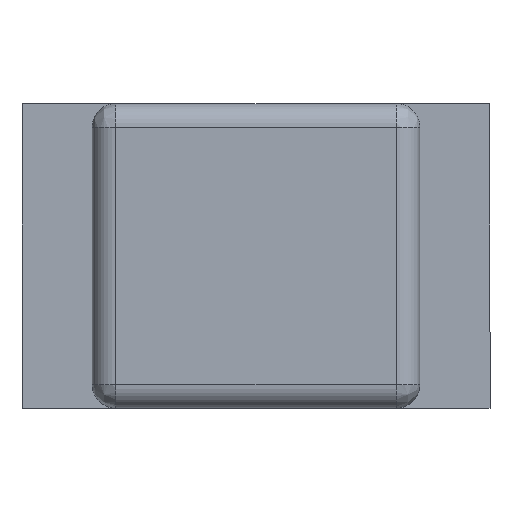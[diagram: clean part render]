
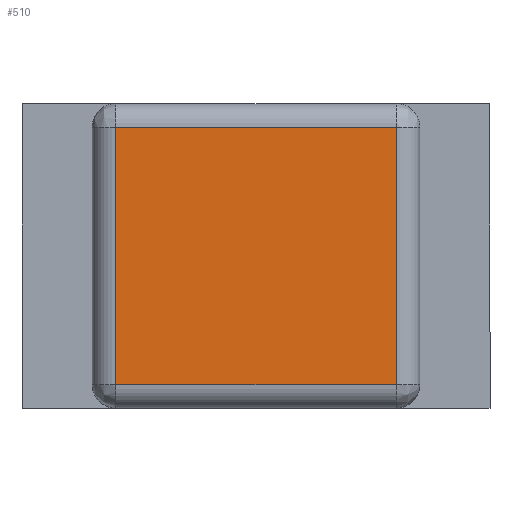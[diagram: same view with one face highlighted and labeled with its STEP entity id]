
A CAD part, top view. The second image highlights one B-rep face of the part: STEP entity #510.
In plain terms, the highlighted planar face has unit normal (0, 0, 1).
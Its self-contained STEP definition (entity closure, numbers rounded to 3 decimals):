
#293 = VERTEX_POINT('',#294);
#294 = CARTESIAN_POINT('',(-0.55,-0.6,0.));
#301 = EDGE_CURVE('',#293,#302,#304,.T.);
#302 = VERTEX_POINT('',#303);
#303 = CARTESIAN_POINT('',(-0.55,0.6,0.));
#304 = LINE('',#305,#306);
#305 = CARTESIAN_POINT('',(-0.55,0.,
    0.));
#306 = VECTOR('',#307,1.);
#307 = DIRECTION('',(0.,1.,0.));
#411 = VERTEX_POINT('',#412);
#412 = CARTESIAN_POINT('',(0.55,-0.6,0.));
#421 = VERTEX_POINT('',#422);
#422 = CARTESIAN_POINT('',(0.55,0.6,0.));
#429 = EDGE_CURVE('',#421,#411,#430,.T.);
#430 = LINE('',#431,#432);
#431 = CARTESIAN_POINT('',(0.55,0.,0.)
  );
#432 = VECTOR('',#433,1.);
#433 = DIRECTION('',(0.,-1.,0.));
#510 = ADVANCED_FACE('',(#511),#527,.T.);
#511 = FACE_BOUND('',#512,.T.);
#512 = EDGE_LOOP('',(#513,#519,#520,#526));
#513 = ORIENTED_EDGE('',*,*,#514,.T.);
#514 = EDGE_CURVE('',#293,#411,#515,.T.);
#515 = LINE('',#516,#517);
#516 = CARTESIAN_POINT('',(0.,-0.6,0.
    ));
#517 = VECTOR('',#518,1.);
#518 = DIRECTION('',(1.,0.,0.));
#519 = ORIENTED_EDGE('',*,*,#429,.F.);
#520 = ORIENTED_EDGE('',*,*,#521,.T.);
#521 = EDGE_CURVE('',#421,#302,#522,.T.);
#522 = LINE('',#523,#524);
#523 = CARTESIAN_POINT('',(0.,0.6,0.
    ));
#524 = VECTOR('',#525,1.);
#525 = DIRECTION('',(-1.,0.,0.));
#526 = ORIENTED_EDGE('',*,*,#301,.F.);
#527 = PLANE('',#528);
#528 = AXIS2_PLACEMENT_3D('',#529,#530,#531);
#529 = CARTESIAN_POINT('',(0.,0.,0.));
#530 = DIRECTION('',(0.,0.,1.));
#531 = DIRECTION('',(0.,1.,0.));
